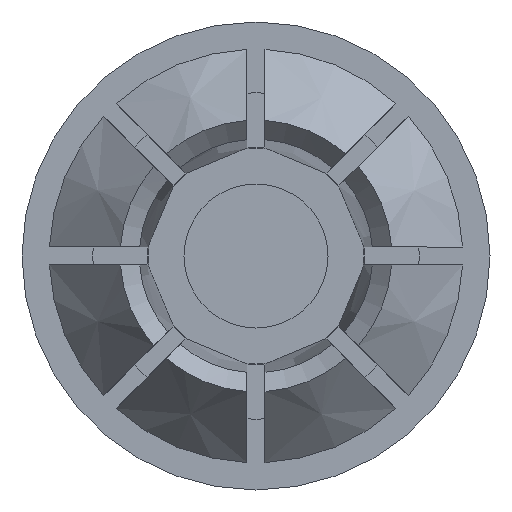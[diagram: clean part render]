
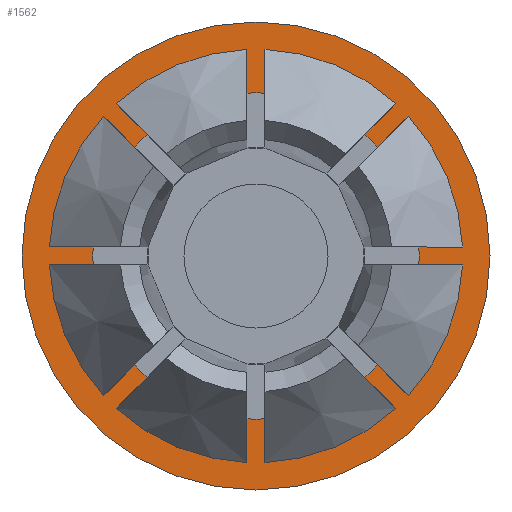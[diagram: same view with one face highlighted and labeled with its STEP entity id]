
A CAD part, left-side view. The second image highlights one B-rep face of the part: STEP entity #1562.
In plain terms, the highlighted planar face has unit normal (-1, 0, 0).
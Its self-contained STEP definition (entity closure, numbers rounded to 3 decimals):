
#265 = CARTESIAN_POINT ( 'NONE',  ( 42., 0., -6.5 ) ) ;
#427 = DIRECTION ( 'NONE',  ( 0., 0., -1. ) ) ;
#477 = ORIENTED_EDGE ( 'NONE', *, *, #2338, .F. ) ;
#606 = ORIENTED_EDGE ( 'NONE', *, *, #2043, .F. ) ;
#988 = DIRECTION ( 'NONE',  ( -1., 0., 0. ) ) ;
#1118 = DIRECTION ( 'NONE',  ( 1., 0., 0. ) ) ;
#1152 = VERTEX_POINT ( 'NONE', #3280 ) ;
#1277 = CARTESIAN_POINT ( 'NONE',  ( 42., 0., 6.5 ) ) ;
#1428 = VERTEX_POINT ( 'NONE', #265 ) ;
#1450 = CARTESIAN_POINT ( 'NONE',  ( 42., 0., -4.5 ) ) ;
#1510 = AXIS2_PLACEMENT_3D ( 'NONE', #4112, #4166, #427 ) ;
#1511 = PLANE ( 'NONE',  #3823 ) ;
#1562 = ADVANCED_FACE ( 'NONE', ( #3298, #2527 ), #1511, .F. ) ;
#1811 = DIRECTION ( 'NONE',  ( 0., 0., -1. ) ) ;
#1910 = CARTESIAN_POINT ( 'NONE',  ( 42., 0., 0. ) ) ;
#2043 = EDGE_CURVE ( 'NONE', #2460, #1428, #2672, .T. ) ;
#2076 = AXIS2_PLACEMENT_3D ( 'NONE', #2395, #988, #4684 ) ;
#2172 = DIRECTION ( 'NONE',  ( 0., 0., -1. ) ) ;
#2338 = EDGE_CURVE ( 'NONE', #1428, #2460, #3368, .T. ) ;
#2395 = CARTESIAN_POINT ( 'NONE',  ( 42., 0., 0. ) ) ;
#2460 = VERTEX_POINT ( 'NONE', #1277 ) ;
#2513 = AXIS2_PLACEMENT_3D ( 'NONE', #3000, #2655, #1811 ) ;
#2527 = FACE_OUTER_BOUND ( 'NONE', #3795, .T. ) ;
#2655 = DIRECTION ( 'NONE',  ( 1., 0., 0. ) ) ;
#2672 = CIRCLE ( 'NONE', #1510, 6.5 ) ;
#3000 = CARTESIAN_POINT ( 'NONE',  ( 42., 0., 0. ) ) ;
#3280 = CARTESIAN_POINT ( 'NONE',  ( 42., 0., 4.5 ) ) ;
#3298 = FACE_BOUND ( 'NONE', #3936, .T. ) ;
#3368 = CIRCLE ( 'NONE', #2513, 6.5 ) ;
#3543 = DIRECTION ( 'NONE',  ( 0., 0., 1. ) ) ;
#3795 = EDGE_LOOP ( 'NONE', ( #606, #477 ) ) ;
#3823 = AXIS2_PLACEMENT_3D ( 'NONE', #4727, #1118, #2172 ) ;
#3936 = EDGE_LOOP ( 'NONE', ( #4178, #4746 ) ) ;
#4073 = EDGE_CURVE ( 'NONE', #4732, #1152, #4149, .T. ) ;
#4112 = CARTESIAN_POINT ( 'NONE',  ( 42., 0., 0. ) ) ;
#4149 = CIRCLE ( 'NONE', #2076, 4.5 ) ;
#4166 = DIRECTION ( 'NONE',  ( 1., 0., 0. ) ) ;
#4178 = ORIENTED_EDGE ( 'NONE', *, *, #4435, .F. ) ;
#4300 = AXIS2_PLACEMENT_3D ( 'NONE', #1910, #4538, #3543 ) ;
#4374 = CIRCLE ( 'NONE', #4300, 4.5 ) ;
#4435 = EDGE_CURVE ( 'NONE', #1152, #4732, #4374, .T. ) ;
#4538 = DIRECTION ( 'NONE',  ( -1., 0., 0. ) ) ;
#4684 = DIRECTION ( 'NONE',  ( 0., 0., 1. ) ) ;
#4727 = CARTESIAN_POINT ( 'NONE',  ( 42., 0., 0. ) ) ;
#4732 = VERTEX_POINT ( 'NONE', #1450 ) ;
#4746 = ORIENTED_EDGE ( 'NONE', *, *, #4073, .F. ) ;
